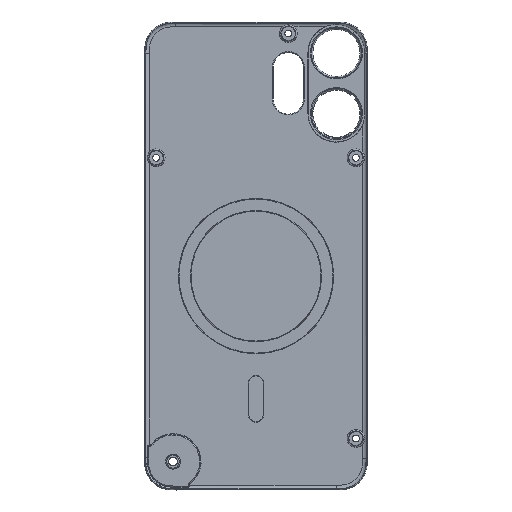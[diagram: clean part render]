
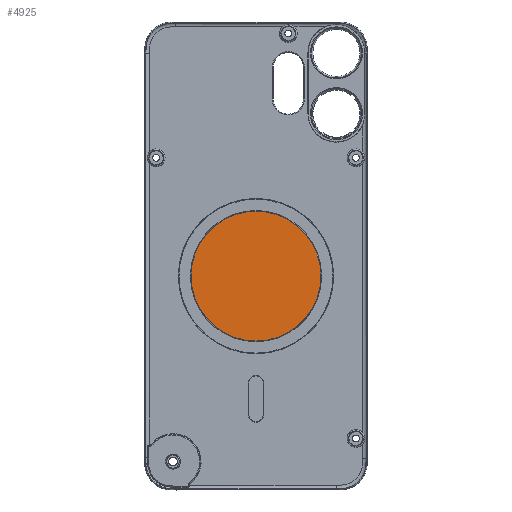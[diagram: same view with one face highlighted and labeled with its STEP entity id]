
A CAD part, top view. The second image highlights one B-rep face of the part: STEP entity #4925.
In plain terms, the highlighted planar face has unit normal (0, 0, 1).
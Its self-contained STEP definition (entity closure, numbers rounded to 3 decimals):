
#284=PLANE('',#5500);
#1221=FACE_OUTER_BOUND('',#1549,.T.);
#1549=EDGE_LOOP('',(#4319));
#1874=CIRCLE('',#5499,22.774);
#2369=VERTEX_POINT('',#15157);
#3036=EDGE_CURVE('',#2369,#2369,#1874,.T.);
#4319=ORIENTED_EDGE('',*,*,#3036,.T.);
#4925=ADVANCED_FACE('',(#1221),#284,.F.);
#5499=AXIS2_PLACEMENT_3D('',#15159,#6784,#6785);
#5500=AXIS2_PLACEMENT_3D('',#15160,#6786,#6787);
#6784=DIRECTION('center_axis',(0.,0.,1.));
#6785=DIRECTION('ref_axis',(-1.,0.,0.));
#6786=DIRECTION('center_axis',(0.,0.,-1.));
#6787=DIRECTION('ref_axis',(0.,-1.,0.));
#15157=CARTESIAN_POINT('',(0.,15.726,-7.85));
#15159=CARTESIAN_POINT('Origin',(0.,-7.047,-7.85));
#15160=CARTESIAN_POINT('Origin',(0.,82.01,-7.85));
